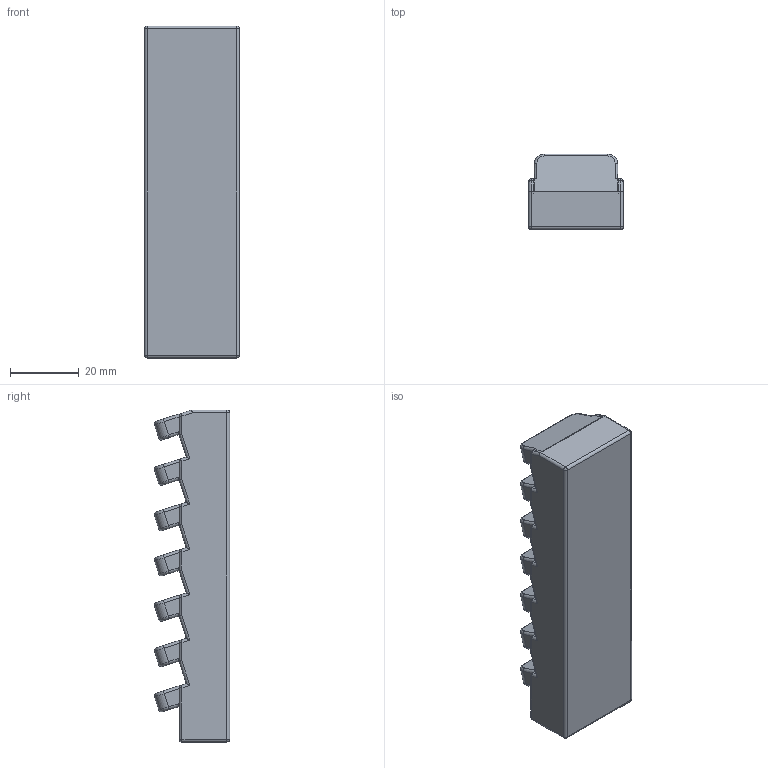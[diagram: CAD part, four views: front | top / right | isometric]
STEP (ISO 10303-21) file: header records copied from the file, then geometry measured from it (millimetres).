
FILE_DESCRIPTION (( 'STEP AP214' ), '1' );
FILE_NAME ('SV4 dock.STEP', '2024-12-06T17:42:39', ( '' ), ( '' ), 'MPSTEP 2.0', 'Macroplastics Offline CAD Suite 2024', '' );
FILE_SCHEMA (( 'UwU' ));
Length unit declared in the file: millimetre
Products named in the file (1): SV4 dock
Bounding box: 27.65 x 21.93 x 96.64 mm (x, y, z)
Volume: 32159.1 mm3; surface area: 27704.9 mm2
Topology: 3 solids, 3 shells, 654 faces, 1684 edges, 1024 vertices
Faces by surface type: plane 368, cylinder 158, bspline 42, sphere 30, cone 28, torus 28
Entity records: 21330 total; most frequent: CARTESIAN_POINT 5724, ORIENTED_EDGE 3308, DIRECTION 3103, EDGE_CURVE 1654, VECTOR 1201, LINE 1201, VERTEX_POINT 1024, AXIS2_PLACEMENT_3D 951
